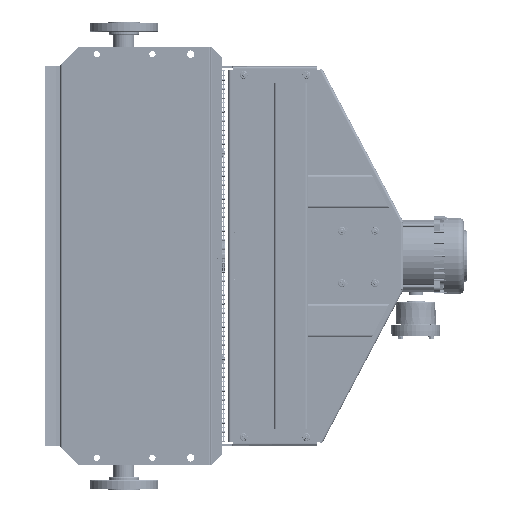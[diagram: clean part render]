
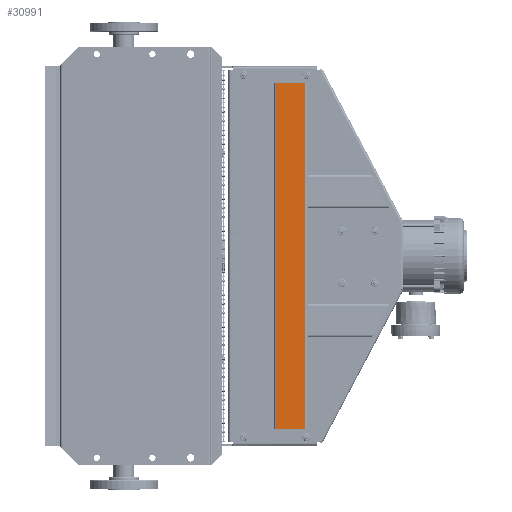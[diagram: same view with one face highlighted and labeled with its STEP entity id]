
A CAD part, front view. The second image highlights one B-rep face of the part: STEP entity #30991.
In plain terms, the highlighted planar face has unit normal (0, -1, 0).
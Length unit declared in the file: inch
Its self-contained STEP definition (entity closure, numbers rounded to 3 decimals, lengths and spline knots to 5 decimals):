
#18211 = DIRECTION ( 'NONE',  ( -1., 0., 0. ) ) ;
#20467 = LINE ( 'NONE', #230091, #119576 ) ;
#22474 = VECTOR ( 'NONE', #71830, 39.37008 ) ;
#30991 = ADVANCED_FACE ( 'NONE', ( #163239 ), #174804, .F. ) ;
#42554 = ORIENTED_EDGE ( 'NONE', *, *, #47320, .T. ) ;
#44062 = EDGE_CURVE ( 'NONE', #238805, #244402, #47728, .T. ) ;
#45568 = ORIENTED_EDGE ( 'NONE', *, *, #94008, .T. ) ;
#47320 = EDGE_CURVE ( 'NONE', #184848, #124179, #233105, .T. ) ;
#47728 = LINE ( 'NONE', #97026, #252206 ) ;
#49513 = CARTESIAN_POINT ( 'NONE',  ( 13.68456, -6.0049, 15.5 ) ) ;
#51079 = CARTESIAN_POINT ( 'NONE',  ( 13.47456, -6.0049, 15.5 ) ) ;
#56943 = CARTESIAN_POINT ( 'NONE',  ( 13.47456, -6.0049, -15.5 ) ) ;
#71830 = DIRECTION ( 'NONE',  ( -1., 0., 0. ) ) ;
#76818 = DIRECTION ( 'NONE',  ( 1., 0., 0. ) ) ;
#80400 = VECTOR ( 'NONE', #98577, 39.37008 ) ;
#94008 = EDGE_CURVE ( 'NONE', #238805, #184848, #20467, .T. ) ;
#97026 = CARTESIAN_POINT ( 'NONE',  ( 13.47456, -6.0049, -15.5 ) ) ;
#98577 = DIRECTION ( 'NONE',  ( 0., 0., 1. ) ) ;
#119576 = VECTOR ( 'NONE', #131355, 39.37008 ) ;
#124179 = VERTEX_POINT ( 'NONE', #49513 ) ;
#126915 = EDGE_CURVE ( 'NONE', #244402, #124179, #139289, .T. ) ;
#131355 = DIRECTION ( 'NONE',  ( 0., 0., 1. ) ) ;
#139289 = LINE ( 'NONE', #196512, #80400 ) ;
#163239 = FACE_OUTER_BOUND ( 'NONE', #204729, .T. ) ;
#166107 = CARTESIAN_POINT ( 'NONE',  ( 13.68456, -6.0049, -15.5 ) ) ;
#169239 = AXIS2_PLACEMENT_3D ( 'NONE', #56943, #195558, #76818 ) ;
#174804 = PLANE ( 'NONE',  #169239 ) ;
#183485 = ORIENTED_EDGE ( 'NONE', *, *, #126915, .F. ) ;
#184848 = VERTEX_POINT ( 'NONE', #200523 ) ;
#195558 = DIRECTION ( 'NONE',  ( 0., 1., 0. ) ) ;
#196512 = CARTESIAN_POINT ( 'NONE',  ( 13.68456, -6.0049, -15.5 ) ) ;
#200523 = CARTESIAN_POINT ( 'NONE',  ( 16.26456, -6.0049, 15.5 ) ) ;
#204729 = EDGE_LOOP ( 'NONE', ( #42554, #183485, #241218, #45568 ) ) ;
#230091 = CARTESIAN_POINT ( 'NONE',  ( 16.26456, -6.0049, -15.5 ) ) ;
#233105 = LINE ( 'NONE', #51079, #22474 ) ;
#238805 = VERTEX_POINT ( 'NONE', #250071 ) ;
#241218 = ORIENTED_EDGE ( 'NONE', *, *, #44062, .F. ) ;
#244402 = VERTEX_POINT ( 'NONE', #166107 ) ;
#250071 = CARTESIAN_POINT ( 'NONE',  ( 16.26456, -6.0049, -15.5 ) ) ;
#252206 = VECTOR ( 'NONE', #18211, 39.37008 ) ;
